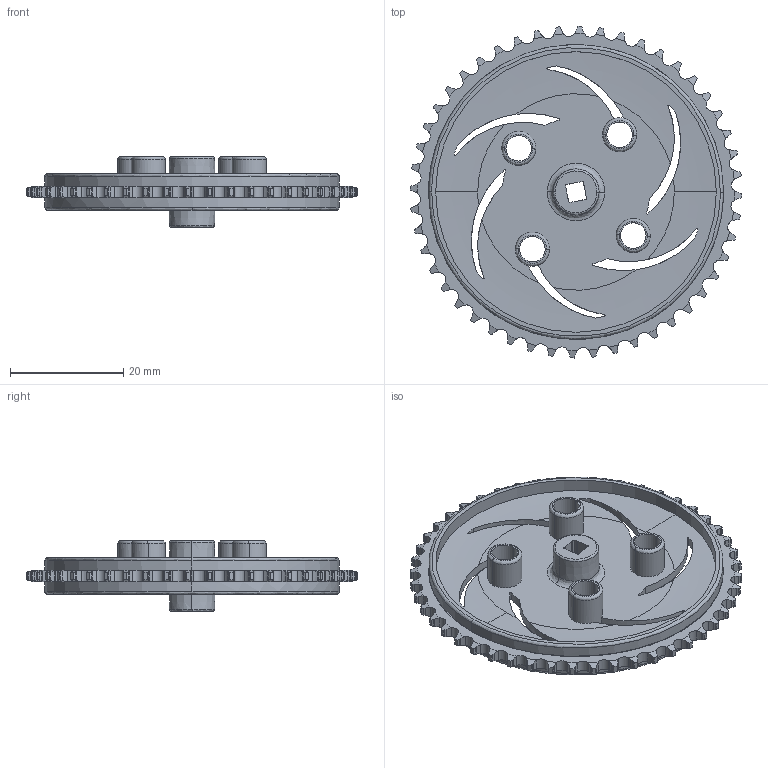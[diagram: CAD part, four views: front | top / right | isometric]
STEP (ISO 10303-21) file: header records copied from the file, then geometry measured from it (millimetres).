
FILE_DESCRIPTION (( 'STEP AP203' ), '1' );
FILE_NAME ('VEX-48-TOOTH-SPROCKET.STEP', '2007-08-25T23:14:26', ( 'Innovation First, Inc.' ), ( 'Innovation First, Inc.' ), 'SwSTEP 2.0', 'SolidWorks 2006052', '' );
FILE_SCHEMA (( 'CONFIG_CONTROL_DESIGN' ));
Length unit declared in the file: inch
Products named in the file (1): VEX-48-TOOTH-SPROCKET
Bounding box: 58.59 x 58.59 x 12.5 mm (x, y, z)
Volume: 5384.5 mm3; surface area: 8008.9 mm2
Topology: 1 solids, 1 shells, 652 faces, 1982 edges, 1328 vertices
Faces by surface type: cylinder 374, plane 136, cone 102, bspline 36, torus 4
Entity records: 25665 total; most frequent: CARTESIAN_POINT 8667, ORIENTED_EDGE 3964, DIRECTION 3182, EDGE_CURVE 1982, VERTEX_POINT 1328, AXIS2_PLACEMENT_3D 1309, B_SPLINE_CURVE_WITH_KNOTS 710, CIRCLE 692
